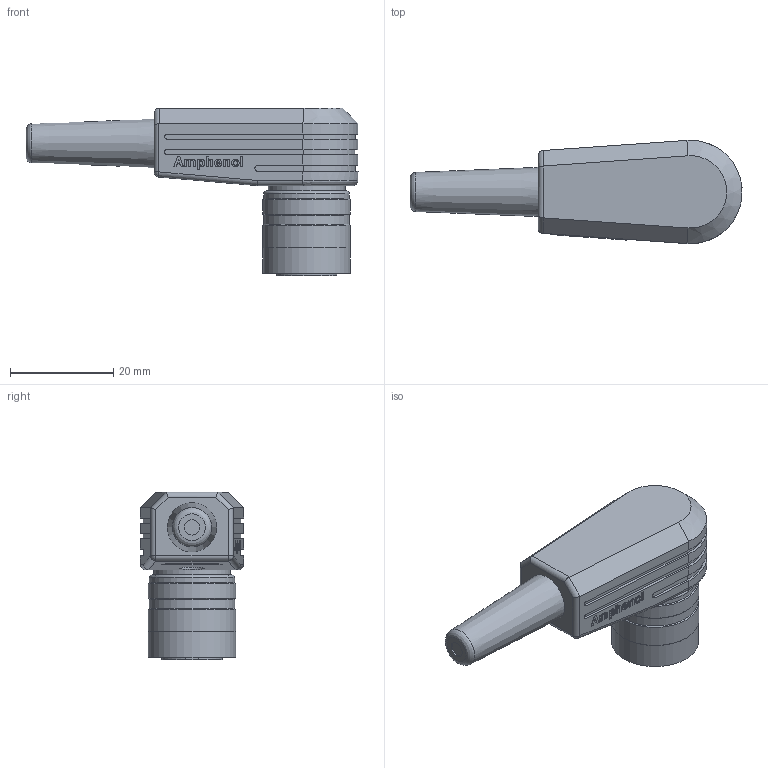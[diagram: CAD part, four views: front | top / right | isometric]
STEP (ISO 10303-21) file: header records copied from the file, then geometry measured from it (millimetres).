
FILE_DESCRIPTION(/* description */ (''),/* implementation_level */ '2;1');
FILE_NAME(/* name */ 'T_3505_058_U_3d_customer.stp',/* time_stamp */ '2015-02-05T08:51:34+01:00',/* author */ (''),/* organization */ (''),/* preprocessor_version */ 'ST-DEVELOPER v11',/* originating_system */ 'SIEMENS PLM Software NX 7.5',/* authorisation */ '');
FILE_SCHEMA (('CONFIG_CONTROL_DESIGN'));
Length unit declared in the file: millimetre
Products named in the file (1): T 3505 058 U_3d customer_01
Bounding box: 64.27 x 19.95 x 32.45 mm (x, y, z)
Volume: 14095.5 mm3; surface area: 5446.2 mm2
Topology: 1 solids, 1 shells, 230 faces, 568 edges, 372 vertices
Faces by surface type: plane 143, cylinder 51, cone 19, bspline 9, extrusion 8
Full cylindrical faces by diameter (mm): 2 x2, 3 x1, 5 x1, 14.2 x2, 14.9 x1, 15 x1, 15.1 x2, 16.6 x2, 16.9 x1, 17 x2
Entity records: 6888 total; most frequent: CARTESIAN_POINT 1521, DIRECTION 1068, ORIENTED_EDGE 1058, EDGE_CURVE 529, VERTEX_POINT 365, AXIS2_PLACEMENT_3D 362, VECTOR 344, LINE 336
